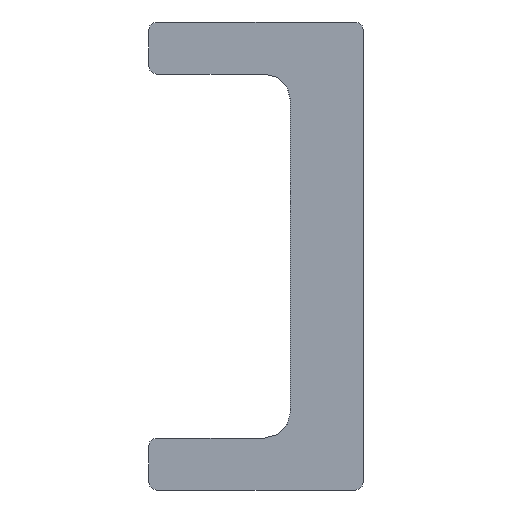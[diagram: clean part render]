
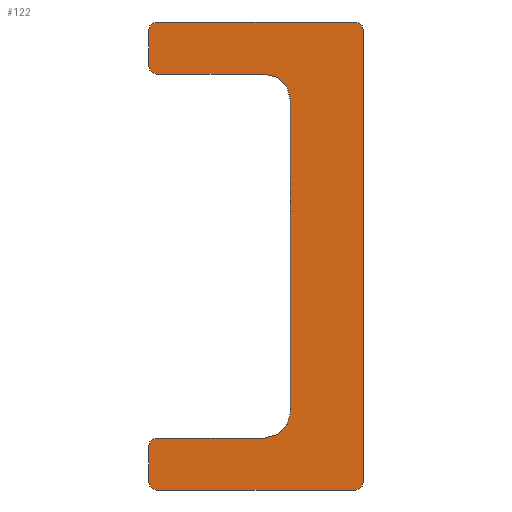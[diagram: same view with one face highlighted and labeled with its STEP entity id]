
A CAD part, front view. The second image highlights one B-rep face of the part: STEP entity #122.
In plain terms, the highlighted planar face has unit normal (0, -1, 0).
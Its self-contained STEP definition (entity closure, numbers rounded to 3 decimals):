
#122 = ADVANCED_FACE( '', ( #297 ), #298, .F. );
#297 = FACE_OUTER_BOUND( '', #528, .T. );
#298 = PLANE( '', #529 );
#528 = EDGE_LOOP( '', ( #838, #839, #840, #841, #842, #843, #844, #845, #846, #847, #848, #849, #850, #851, #852, #853 ) );
#529 = AXIS2_PLACEMENT_3D( '', #854, #855, #856 );
#838 = ORIENTED_EDGE( '', *, *, #1122, .F. );
#839 = ORIENTED_EDGE( '', *, *, #1148, .T. );
#840 = ORIENTED_EDGE( '', *, *, #1154, .F. );
#841 = ORIENTED_EDGE( '', *, *, #1155, .T. );
#842 = ORIENTED_EDGE( '', *, *, #1133, .F. );
#843 = ORIENTED_EDGE( '', *, *, #1130, .T. );
#844 = ORIENTED_EDGE( '', *, *, #1091, .F. );
#845 = ORIENTED_EDGE( '', *, *, #1156, .T. );
#846 = ORIENTED_EDGE( '', *, *, #1157, .F. );
#847 = ORIENTED_EDGE( '', *, *, #1151, .T. );
#848 = ORIENTED_EDGE( '', *, *, #1158, .F. );
#849 = ORIENTED_EDGE( '', *, *, #1159, .T. );
#850 = ORIENTED_EDGE( '', *, *, #1095, .F. );
#851 = ORIENTED_EDGE( '', *, *, #1105, .T. );
#852 = ORIENTED_EDGE( '', *, *, #1160, .F. );
#853 = ORIENTED_EDGE( '', *, *, #1161, .T. );
#854 = CARTESIAN_POINT( '', ( -4.125, 0., 9. ) );
#855 = DIRECTION( '', ( 0., 1., 0. ) );
#856 = DIRECTION( '', ( 0., 0., 1. ) );
#1091 = EDGE_CURVE( '', #1266, #1268, #1269, .T. );
#1095 = EDGE_CURVE( '', #1272, #1274, #1275, .T. );
#1105 = EDGE_CURVE( '', #1272, #1288, #1290, .F. );
#1122 = EDGE_CURVE( '', #1320, #1322, #1323, .T. );
#1130 = EDGE_CURVE( '', #1334, #1268, #1335, .F. );
#1133 = EDGE_CURVE( '', #1334, #1338, #1339, .T. );
#1148 = EDGE_CURVE( '', #1320, #1359, #1361, .F. );
#1151 = EDGE_CURVE( '', #1365, #1363, #1366, .T. );
#1154 = EDGE_CURVE( '', #1369, #1359, #1370, .T. );
#1155 = EDGE_CURVE( '', #1369, #1338, #1371, .F. );
#1156 = EDGE_CURVE( '', #1266, #1372, #1373, .T. );
#1157 = EDGE_CURVE( '', #1365, #1372, #1374, .T. );
#1158 = EDGE_CURVE( '', #1375, #1363, #1376, .T. );
#1159 = EDGE_CURVE( '', #1375, #1274, #1377, .F. );
#1160 = EDGE_CURVE( '', #1378, #1288, #1379, .T. );
#1161 = EDGE_CURVE( '', #1378, #1322, #1380, .F. );
#1266 = VERTEX_POINT( '', #1508 );
#1268 = VERTEX_POINT( '', #1511 );
#1269 = LINE( '', #1512, #1513 );
#1272 = VERTEX_POINT( '', #1517 );
#1274 = VERTEX_POINT( '', #1520 );
#1275 = LINE( '', #1521, #1522 );
#1288 = VERTEX_POINT( '', #1536 );
#1290 = CIRCLE( '', #1539, 0.3 );
#1320 = VERTEX_POINT( '', #1569 );
#1322 = VERTEX_POINT( '', #1572 );
#1323 = LINE( '', #1573, #1574 );
#1334 = VERTEX_POINT( '', #1586 );
#1335 = CIRCLE( '', #1587, 0.3 );
#1338 = VERTEX_POINT( '', #1591 );
#1339 = LINE( '', #1592, #1593 );
#1359 = VERTEX_POINT( '', #1614 );
#1361 = CIRCLE( '', #1617, 0.3 );
#1363 = VERTEX_POINT( '', #1619 );
#1365 = VERTEX_POINT( '', #1622 );
#1366 = CIRCLE( '', #1623, 1. );
#1369 = VERTEX_POINT( '', #1627 );
#1370 = LINE( '', #1628, #1629 );
#1371 = CIRCLE( '', #1630, 0.3 );
#1372 = VERTEX_POINT( '', #1631 );
#1373 = CIRCLE( '', #1632, 1. );
#1374 = LINE( '', #1633, #1634 );
#1375 = VERTEX_POINT( '', #1635 );
#1376 = LINE( '', #1636, #1637 );
#1377 = CIRCLE( '', #1638, 0.3 );
#1378 = VERTEX_POINT( '', #1639 );
#1379 = LINE( '', #1640, #1641 );
#1380 = CIRCLE( '', #1642, 0.3 );
#1508 = CARTESIAN_POINT( '', ( 0.325, 0., 7. ) );
#1511 = CARTESIAN_POINT( '', ( -3.825, 0., 7. ) );
#1512 = CARTESIAN_POINT( '', ( -4.125, 0., 7. ) );
#1513 = VECTOR( '', #1769, 1000. );
#1517 = CARTESIAN_POINT( '', ( -4.125, 0., -8.7 ) );
#1520 = CARTESIAN_POINT( '', ( -4.125, 0., -7.3 ) );
#1521 = CARTESIAN_POINT( '', ( -4.125, 0., -9. ) );
#1522 = VECTOR( '', #1772, 1000. );
#1536 = CARTESIAN_POINT( '', ( -3.825, 0., -9. ) );
#1539 = AXIS2_PLACEMENT_3D( '', #1787, #1788, #1789 );
#1569 = CARTESIAN_POINT( '', ( 4.125, 0., 8.7 ) );
#1572 = CARTESIAN_POINT( '', ( 4.125, 0., -8.7 ) );
#1573 = CARTESIAN_POINT( '', ( 4.125, 0., 9. ) );
#1574 = VECTOR( '', #1833, 1000. );
#1586 = CARTESIAN_POINT( '', ( -4.125, 0., 7.3 ) );
#1587 = AXIS2_PLACEMENT_3D( '', #1844, #1845, #1846 );
#1591 = CARTESIAN_POINT( '', ( -4.125, 0., 8.7 ) );
#1592 = CARTESIAN_POINT( '', ( -4.125, 0., -9. ) );
#1593 = VECTOR( '', #1848, 1000. );
#1614 = CARTESIAN_POINT( '', ( 3.825, 0., 9. ) );
#1617 = AXIS2_PLACEMENT_3D( '', #1869, #1870, #1871 );
#1619 = CARTESIAN_POINT( '', ( 0.325, 0., -7. ) );
#1622 = CARTESIAN_POINT( '', ( 1.325, 0., -6. ) );
#1623 = AXIS2_PLACEMENT_3D( '', #1873, #1874, #1875 );
#1627 = CARTESIAN_POINT( '', ( -3.825, 0., 9. ) );
#1628 = CARTESIAN_POINT( '', ( -4.125, 0., 9. ) );
#1629 = VECTOR( '', #1877, 1000. );
#1630 = AXIS2_PLACEMENT_3D( '', #1878, #1879, #1880 );
#1631 = CARTESIAN_POINT( '', ( 1.325, 0., 6. ) );
#1632 = AXIS2_PLACEMENT_3D( '', #1881, #1882, #1883 );
#1633 = CARTESIAN_POINT( '', ( 1.325, 0., 7. ) );
#1634 = VECTOR( '', #1884, 1000. );
#1635 = CARTESIAN_POINT( '', ( -3.825, 0., -7. ) );
#1636 = CARTESIAN_POINT( '', ( 1.325, 0., -7. ) );
#1637 = VECTOR( '', #1885, 1000. );
#1638 = AXIS2_PLACEMENT_3D( '', #1886, #1887, #1888 );
#1639 = CARTESIAN_POINT( '', ( 3.825, 0., -9. ) );
#1640 = CARTESIAN_POINT( '', ( 4.125, 0., -9. ) );
#1641 = VECTOR( '', #1889, 1000. );
#1642 = AXIS2_PLACEMENT_3D( '', #1890, #1891, #1892 );
#1769 = DIRECTION( '', ( -1., 0., 0. ) );
#1772 = DIRECTION( '', ( 0., 0., 1. ) );
#1787 = CARTESIAN_POINT( '', ( -3.825, 0., -8.7 ) );
#1788 = DIRECTION( '', ( 0., 1., 0. ) );
#1789 = DIRECTION( '', ( 0., 0., 1. ) );
#1833 = DIRECTION( '', ( 0., 0., -1. ) );
#1844 = CARTESIAN_POINT( '', ( -3.825, 0., 7.3 ) );
#1845 = DIRECTION( '', ( 0., 1., 0. ) );
#1846 = DIRECTION( '', ( 0., 0., 1. ) );
#1848 = DIRECTION( '', ( 0., 0., 1. ) );
#1869 = CARTESIAN_POINT( '', ( 3.825, 0., 8.7 ) );
#1870 = DIRECTION( '', ( 0., 1., 0. ) );
#1871 = DIRECTION( '', ( 0., 0., 1. ) );
#1873 = CARTESIAN_POINT( '', ( 0.325, 0., -6. ) );
#1874 = DIRECTION( '', ( 0., 1., 0. ) );
#1875 = DIRECTION( '', ( 0., 0., 1. ) );
#1877 = DIRECTION( '', ( 1., 0., 0. ) );
#1878 = CARTESIAN_POINT( '', ( -3.825, 0., 8.7 ) );
#1879 = DIRECTION( '', ( 0., 1., 0. ) );
#1880 = DIRECTION( '', ( 0., 0., 1. ) );
#1881 = CARTESIAN_POINT( '', ( 0.325, 0., 6. ) );
#1882 = DIRECTION( '', ( 0., 1., 0. ) );
#1883 = DIRECTION( '', ( 0., 0., 1. ) );
#1884 = DIRECTION( '', ( 0., 0., 1. ) );
#1885 = DIRECTION( '', ( 1., 0., 0. ) );
#1886 = CARTESIAN_POINT( '', ( -3.825, 0., -7.3 ) );
#1887 = DIRECTION( '', ( 0., 1., 0. ) );
#1888 = DIRECTION( '', ( 0., 0., 1. ) );
#1889 = DIRECTION( '', ( -1., 0., 0. ) );
#1890 = CARTESIAN_POINT( '', ( 3.825, 0., -8.7 ) );
#1891 = DIRECTION( '', ( 0., 1., 0. ) );
#1892 = DIRECTION( '', ( 0., 0., 1. ) );
